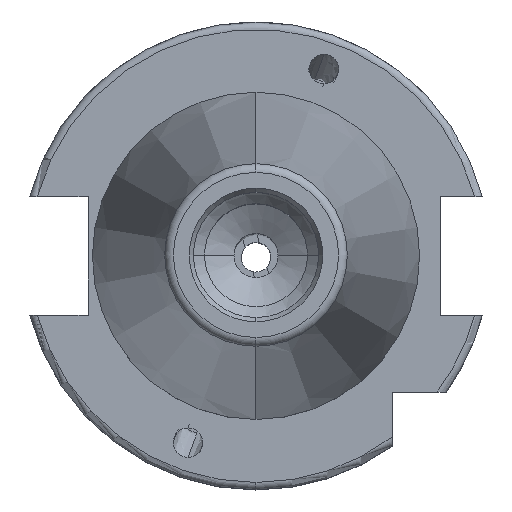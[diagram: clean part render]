
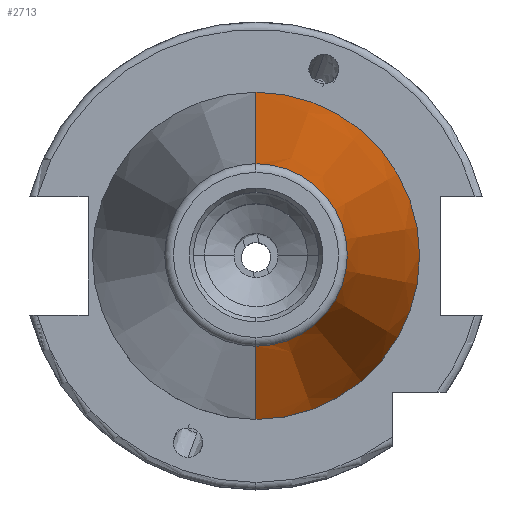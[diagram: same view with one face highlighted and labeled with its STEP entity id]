
A CAD part, top view. The second image highlights one B-rep face of the part: STEP entity #2713.
In plain terms, the highlighted conical face has half-angle 8.297 degrees and reference radius 22.225 mm.
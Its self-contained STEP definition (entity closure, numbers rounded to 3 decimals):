
#478 = CARTESIAN_POINT ( 'NONE',  ( 0., -22.225, 19.1 ) ) ;
#479 = DIRECTION ( 'NONE',  ( 0., -1., 0. ) ) ;
#480 = DIRECTION ( 'NONE',  ( 0., 0., 1. ) ) ;
#481 = CARTESIAN_POINT ( 'NONE',  ( 0., 0., 19.1 ) ) ;
#482 = AXIS2_PLACEMENT_3D ( 'NONE', #481, #480, #479 ) ;
#483 = CIRCLE ( 'NONE', #482, 22.225 ) ;
#827 = CARTESIAN_POINT ( 'NONE',  ( 0., 22.225, 19.1 ) ) ;
#830 = DIRECTION ( 'NONE',  ( 0., 1., 0. ) ) ;
#831 = DIRECTION ( 'NONE',  ( 0., 0., -1. ) ) ;
#841 = VECTOR ( 'NONE', #857, 1000. ) ;
#857 = DIRECTION ( 'NONE',  ( 0., 0.144, -0.99 ) ) ;
#858 = CONICAL_SURFACE ( 'NONE', #869, 22.225, 0.145 ) ;
#866 = CARTESIAN_POINT ( 'NONE',  ( 0., 12.4, 86.473 ) ) ;
#867 = LINE ( 'NONE', #827, #841 ) ;
#868 = CARTESIAN_POINT ( 'NONE',  ( 0., 0., 19.1 ) ) ;
#869 = AXIS2_PLACEMENT_3D ( 'NONE', #868, #831, #830 ) ;
#941 = DIRECTION ( 'NONE',  ( 0., -0.144, -0.99 ) ) ;
#942 = VECTOR ( 'NONE', #941, 1000. ) ;
#943 = CARTESIAN_POINT ( 'NONE',  ( 0., -22.225, 19.1 ) ) ;
#944 = LINE ( 'NONE', #943, #942 ) ;
#945 = CARTESIAN_POINT ( 'NONE',  ( 0., -12.4, 86.473 ) ) ;
#946 = DIRECTION ( 'NONE',  ( 0., -1., 0. ) ) ;
#947 = DIRECTION ( 'NONE',  ( 0., 0., 1. ) ) ;
#948 = AXIS2_PLACEMENT_3D ( 'NONE', #955, #947, #946 ) ;
#949 = CIRCLE ( 'NONE', #948, 12.4 ) ;
#955 = CARTESIAN_POINT ( 'NONE',  ( 0., 0., 86.473 ) ) ;
#969 = CARTESIAN_POINT ( 'NONE',  ( 0., 22.225, 19.1 ) ) ;
#989 = FACE_OUTER_BOUND ( 'NONE', #2699, .T. ) ;
#2504 = EDGE_CURVE ( 'NONE', #2505, #2691, #483, .T. ) ;
#2505 = VERTEX_POINT ( 'NONE', #478 ) ;
#2563 = ORIENTED_EDGE ( 'NONE', *, *, #2697, .F. ) ;
#2625 = ORIENTED_EDGE ( 'NONE', *, *, #2504, .T. ) ;
#2626 = VERTEX_POINT ( 'NONE', #866 ) ;
#2627 = ORIENTED_EDGE ( 'NONE', *, *, #2628, .F. ) ;
#2628 = EDGE_CURVE ( 'NONE', #2626, #2691, #867, .T. ) ;
#2691 = VERTEX_POINT ( 'NONE', #969 ) ;
#2697 = EDGE_CURVE ( 'NONE', #2698, #2626, #949, .T. ) ;
#2698 = VERTEX_POINT ( 'NONE', #945 ) ;
#2699 = EDGE_LOOP ( 'NONE', ( #2563, #2714, #2625, #2627 ) ) ;
#2700 = EDGE_CURVE ( 'NONE', #2698, #2505, #944, .T. ) ;
#2713 = ADVANCED_FACE ( 'NONE', ( #989 ), #858, .T. ) ;
#2714 = ORIENTED_EDGE ( 'NONE', *, *, #2700, .T. ) ;
